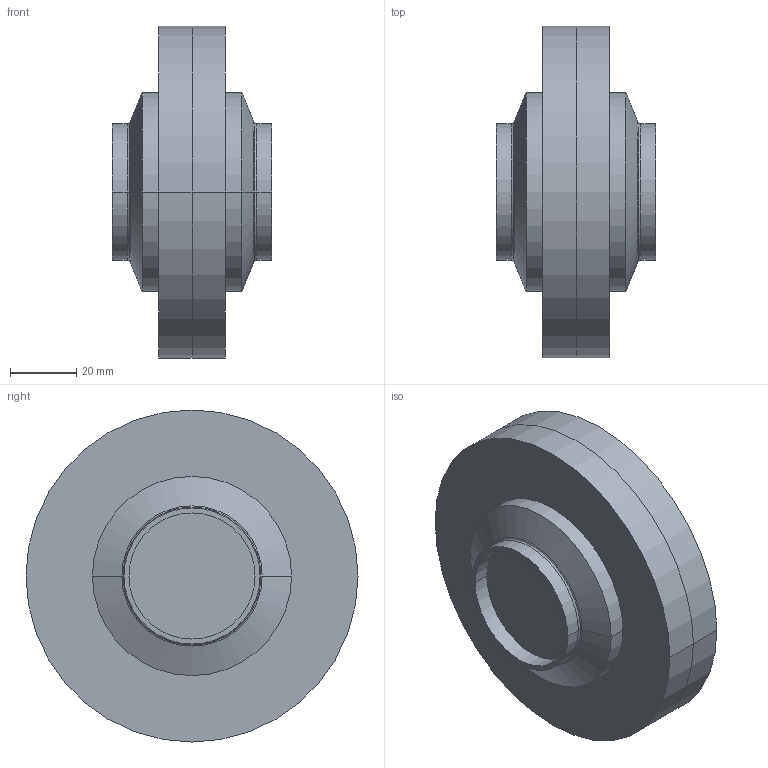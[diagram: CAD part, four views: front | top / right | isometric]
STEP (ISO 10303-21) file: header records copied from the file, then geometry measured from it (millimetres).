
FILE_DESCRIPTION(('OneSpaceDesigner STEP Export'),'2;1');
FILE_NAME('FGN1-40.stp','2011-03-31T 9:14:03',(''),(''),'OneSpace Designer STEP processor for AP214 (Solid Model)','OneSpace Modeling 15.00B 25-Jun-2007 (C) CoCreate Software GmbH','');
FILE_SCHEMA(('AUTOMOTIVE_DESIGN { 1 0 10303 214 1 1 1 1 }'));
Length unit declared in the file: millimetre
Products named in the file (3): FN1-40; FG1-40; FGN1-40.stp
Assembly tree (2 placements, depth 2):
  FGN1-40.stp
    FG1-40
    FN1-40
Bounding box: 48 x 100 x 100 mm (x, y, z)
Volume: 203225.2 mm3; surface area: 42303.8 mm2
Topology: 2 solids, 2 shells, 36 faces, 68 edges, 40 vertices
Faces by surface type: cylinder 16, plane 8, torus 8, cone 4
Entity records: 817 total; most frequent: ORIENTED_EDGE 136, DIRECTION 126, CARTESIAN_POINT 113, EDGE_CURVE 68, AXIS2_PLACEMENT_3D 53, VERTEX_POINT 40, EDGE_LOOP 40, FACE_OUTER_BOUND 36
